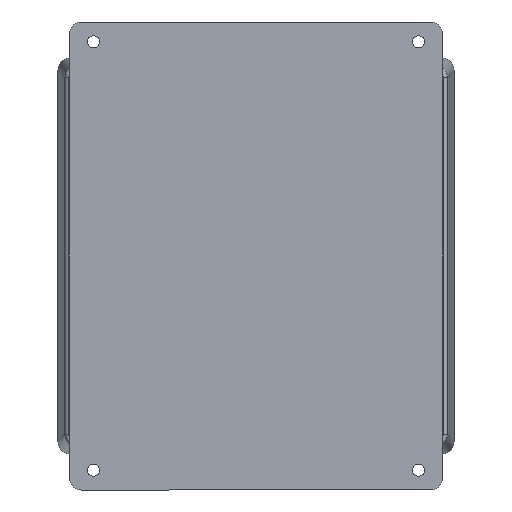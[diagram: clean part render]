
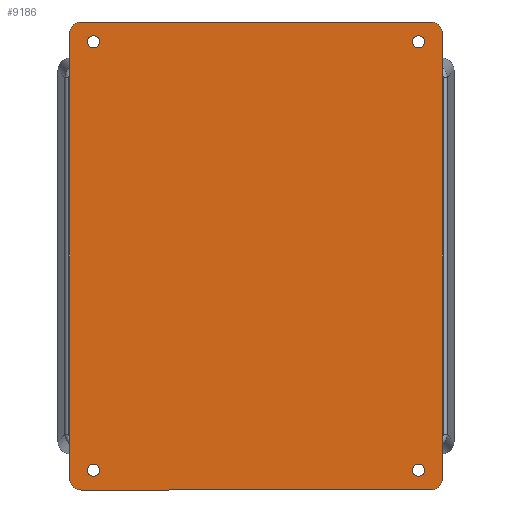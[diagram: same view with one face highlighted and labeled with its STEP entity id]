
A CAD part, front view. The second image highlights one B-rep face of the part: STEP entity #9186.
In plain terms, the highlighted planar face has unit normal (0, -1, 0).
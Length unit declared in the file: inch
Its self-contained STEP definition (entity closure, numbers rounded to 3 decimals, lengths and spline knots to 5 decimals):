
#111 = FACE_BOUND ( 'NONE', #8271, .T. ) ;
#449 = DIRECTION ( 'NONE',  ( 0., -1., 0. ) ) ;
#586 = ORIENTED_EDGE ( 'NONE', *, *, #13906, .T. ) ;
#732 = DIRECTION ( 'NONE',  ( 0., 0., -1. ) ) ;
#1171 = VERTEX_POINT ( 'NONE', #6468 ) ;
#1192 = CIRCLE ( 'NONE', #16927, 0.187 ) ;
#1195 = EDGE_LOOP ( 'NONE', ( #18170 ) ) ;
#1685 = VERTEX_POINT ( 'NONE', #3975 ) ;
#1702 = VERTEX_POINT ( 'NONE', #6843 ) ;
#1728 = LINE ( 'NONE', #9857, #12084 ) ;
#1845 = DIRECTION ( 'NONE',  ( 1., 0., 0. ) ) ;
#1921 = DIRECTION ( 'NONE',  ( -1., 0., 0. ) ) ;
#2177 = EDGE_CURVE ( 'NONE', #11978, #11978, #10523, .T. ) ;
#2380 = CARTESIAN_POINT ( 'NONE',  ( 2.5625, -3.27898, 3.2785 ) ) ;
#2441 = AXIS2_PLACEMENT_3D ( 'NONE', #15676, #5952, #7274 ) ;
#2466 = EDGE_CURVE ( 'NONE', #8413, #4612, #13572, .T. ) ;
#3056 = VERTEX_POINT ( 'NONE', #17194 ) ;
#3467 = AXIS2_PLACEMENT_3D ( 'NONE', #12125, #16319, #7856 ) ;
#3764 = CARTESIAN_POINT ( 'NONE',  ( -2.7505, -3.27898, 3.5 ) ) ;
#3853 = AXIS2_PLACEMENT_3D ( 'NONE', #11251, #18161, #8391 ) ;
#3866 = CARTESIAN_POINT ( 'NONE',  ( 2.7505, -3.27898, -3.5 ) ) ;
#3913 = AXIS2_PLACEMENT_3D ( 'NONE', #3764, #7993, #732 ) ;
#3975 = CARTESIAN_POINT ( 'NONE',  ( -2.7505, -3.27898, -3.687 ) ) ;
#4047 = DIRECTION ( 'NONE',  ( 0., -1., 0. ) ) ;
#4229 = DIRECTION ( 'NONE',  ( 0., 0., -1. ) ) ;
#4294 = CIRCLE ( 'NONE', #4656, 0.0965 ) ;
#4384 = CARTESIAN_POINT ( 'NONE',  ( -2.7505, -3.27898, -3.687 ) ) ;
#4445 = EDGE_CURVE ( 'NONE', #1685, #1702, #6217, .T. ) ;
#4463 = VERTEX_POINT ( 'NONE', #12814 ) ;
#4512 = CIRCLE ( 'NONE', #6565, 0.0965 ) ;
#4612 = VERTEX_POINT ( 'NONE', #6160 ) ;
#4656 = AXIS2_PLACEMENT_3D ( 'NONE', #8568, #11245, #5751 ) ;
#4674 = DIRECTION ( 'NONE',  ( 0., -1., 0. ) ) ;
#4922 = AXIS2_PLACEMENT_3D ( 'NONE', #13734, #17999, #6871 ) ;
#4938 = VECTOR ( 'NONE', #1921, 39.37008 ) ;
#5751 = DIRECTION ( 'NONE',  ( 0., 0., -1. ) ) ;
#5914 = ORIENTED_EDGE ( 'NONE', *, *, #9918, .F. ) ;
#5952 = DIRECTION ( 'NONE',  ( 0., -1., 0. ) ) ;
#6013 = CARTESIAN_POINT ( 'NONE',  ( 2.9375, -3.27898, 3.5 ) ) ;
#6160 = CARTESIAN_POINT ( 'NONE',  ( 2.7505, -3.27898, 3.687 ) ) ;
#6217 = LINE ( 'NONE', #4384, #10214 ) ;
#6402 = CARTESIAN_POINT ( 'NONE',  ( 2.9375, -3.27898, 3.5 ) ) ;
#6468 = CARTESIAN_POINT ( 'NONE',  ( -2.5625, -3.27898, -3.4715 ) ) ;
#6484 = PLANE ( 'NONE',  #3467 ) ;
#6485 = CIRCLE ( 'NONE', #3853, 0.0965 ) ;
#6565 = AXIS2_PLACEMENT_3D ( 'NONE', #17237, #4674, #17410 ) ;
#6843 = CARTESIAN_POINT ( 'NONE',  ( 2.7505, -3.27898, -3.687 ) ) ;
#6871 = DIRECTION ( 'NONE',  ( 0., 0., -1. ) ) ;
#7177 = ORIENTED_EDGE ( 'NONE', *, *, #10247, .F. ) ;
#7274 = DIRECTION ( 'NONE',  ( 0., 0., -1. ) ) ;
#7398 = EDGE_CURVE ( 'NONE', #4463, #3056, #1728, .T. ) ;
#7476 = DIRECTION ( 'NONE',  ( 0., 0., -1. ) ) ;
#7556 = CARTESIAN_POINT ( 'NONE',  ( -2.7505, -3.27898, 3.687 ) ) ;
#7842 = CARTESIAN_POINT ( 'NONE',  ( -2.5625, -3.27898, 3.2785 ) ) ;
#7856 = DIRECTION ( 'NONE',  ( 0., 0., -1. ) ) ;
#7864 = FACE_BOUND ( 'NONE', #9189, .T. ) ;
#7993 = DIRECTION ( 'NONE',  ( 0., -1., 0. ) ) ;
#8271 = EDGE_LOOP ( 'NONE', ( #17863 ) ) ;
#8288 = LINE ( 'NONE', #6402, #18183 ) ;
#8391 = DIRECTION ( 'NONE',  ( 0., 0., -1. ) ) ;
#8413 = VERTEX_POINT ( 'NONE', #6013 ) ;
#8568 = CARTESIAN_POINT ( 'NONE',  ( -2.5625, -3.27898, -3.375 ) ) ;
#9186 = ADVANCED_FACE ( 'NONE', ( #11374, #15555, #10938, #7864, #111 ), #6484, .T. ) ;
#9189 = EDGE_LOOP ( 'NONE', ( #5914 ) ) ;
#9193 = DIRECTION ( 'NONE',  ( 0., 0., 1. ) ) ;
#9303 = CARTESIAN_POINT ( 'NONE',  ( 2.5625, -3.27898, -3.4715 ) ) ;
#9583 = VERTEX_POINT ( 'NONE', #2380 ) ;
#9857 = CARTESIAN_POINT ( 'NONE',  ( -2.9375, -3.27898, 3.5 ) ) ;
#9917 = CARTESIAN_POINT ( 'NONE',  ( -2.7505, -3.27898, 3.687 ) ) ;
#9918 = EDGE_CURVE ( 'NONE', #13290, #13290, #4512, .T. ) ;
#10011 = EDGE_CURVE ( 'NONE', #17329, #8413, #8288, .T. ) ;
#10149 = EDGE_CURVE ( 'NONE', #1702, #17329, #1192, .T. ) ;
#10214 = VECTOR ( 'NONE', #1845, 39.37008 ) ;
#10247 = EDGE_CURVE ( 'NONE', #9583, #9583, #6485, .T. ) ;
#10302 = ORIENTED_EDGE ( 'NONE', *, *, #11389, .T. ) ;
#10523 = CIRCLE ( 'NONE', #17069, 0.0965 ) ;
#10656 = CIRCLE ( 'NONE', #2441, 0.187 ) ;
#10938 = FACE_OUTER_BOUND ( 'NONE', #14401, .T. ) ;
#11245 = DIRECTION ( 'NONE',  ( 0., -1., 0. ) ) ;
#11251 = CARTESIAN_POINT ( 'NONE',  ( 2.5625, -3.27898, 3.375 ) ) ;
#11374 = FACE_BOUND ( 'NONE', #1195, .T. ) ;
#11389 = EDGE_CURVE ( 'NONE', #3056, #1685, #10656, .T. ) ;
#11978 = VERTEX_POINT ( 'NONE', #7842 ) ;
#12084 = VECTOR ( 'NONE', #4229, 39.37008 ) ;
#12125 = CARTESIAN_POINT ( 'NONE',  ( -2.7505, -3.27898, 3.5 ) ) ;
#12331 = CIRCLE ( 'NONE', #3913, 0.187 ) ;
#12371 = ORIENTED_EDGE ( 'NONE', *, *, #7398, .T. ) ;
#12814 = CARTESIAN_POINT ( 'NONE',  ( -2.9375, -3.27898, 3.5 ) ) ;
#13290 = VERTEX_POINT ( 'NONE', #9303 ) ;
#13572 = CIRCLE ( 'NONE', #4922, 0.187 ) ;
#13734 = CARTESIAN_POINT ( 'NONE',  ( 2.7505, -3.27898, 3.5 ) ) ;
#13906 = EDGE_CURVE ( 'NONE', #15749, #4463, #12331, .T. ) ;
#14401 = EDGE_LOOP ( 'NONE', ( #586, #12371, #10302, #18317, #14560, #14429, #16059, #17586 ) ) ;
#14429 = ORIENTED_EDGE ( 'NONE', *, *, #10011, .T. ) ;
#14560 = ORIENTED_EDGE ( 'NONE', *, *, #10149, .T. ) ;
#15186 = DIRECTION ( 'NONE',  ( 0., 0., -1. ) ) ;
#15555 = FACE_BOUND ( 'NONE', #17750, .T. ) ;
#15676 = CARTESIAN_POINT ( 'NONE',  ( -2.7505, -3.27898, -3.5 ) ) ;
#15749 = VERTEX_POINT ( 'NONE', #9917 ) ;
#16059 = ORIENTED_EDGE ( 'NONE', *, *, #2466, .T. ) ;
#16113 = CARTESIAN_POINT ( 'NONE',  ( -2.5625, -3.27898, 3.375 ) ) ;
#16319 = DIRECTION ( 'NONE',  ( 0., -1., 0. ) ) ;
#16927 = AXIS2_PLACEMENT_3D ( 'NONE', #3866, #4047, #15186 ) ;
#16984 = EDGE_CURVE ( 'NONE', #1171, #1171, #4294, .T. ) ;
#17066 = LINE ( 'NONE', #7556, #4938 ) ;
#17069 = AXIS2_PLACEMENT_3D ( 'NONE', #16113, #449, #7476 ) ;
#17194 = CARTESIAN_POINT ( 'NONE',  ( -2.9375, -3.27898, -3.5 ) ) ;
#17237 = CARTESIAN_POINT ( 'NONE',  ( 2.5625, -3.27898, -3.375 ) ) ;
#17329 = VERTEX_POINT ( 'NONE', #17762 ) ;
#17410 = DIRECTION ( 'NONE',  ( 0., 0., -1. ) ) ;
#17586 = ORIENTED_EDGE ( 'NONE', *, *, #17588, .T. ) ;
#17588 = EDGE_CURVE ( 'NONE', #4612, #15749, #17066, .T. ) ;
#17750 = EDGE_LOOP ( 'NONE', ( #7177 ) ) ;
#17762 = CARTESIAN_POINT ( 'NONE',  ( 2.9375, -3.27898, -3.5 ) ) ;
#17863 = ORIENTED_EDGE ( 'NONE', *, *, #16984, .F. ) ;
#17999 = DIRECTION ( 'NONE',  ( 0., -1., 0. ) ) ;
#18161 = DIRECTION ( 'NONE',  ( 0., -1., 0. ) ) ;
#18170 = ORIENTED_EDGE ( 'NONE', *, *, #2177, .F. ) ;
#18183 = VECTOR ( 'NONE', #9193, 39.37008 ) ;
#18317 = ORIENTED_EDGE ( 'NONE', *, *, #4445, .T. ) ;
